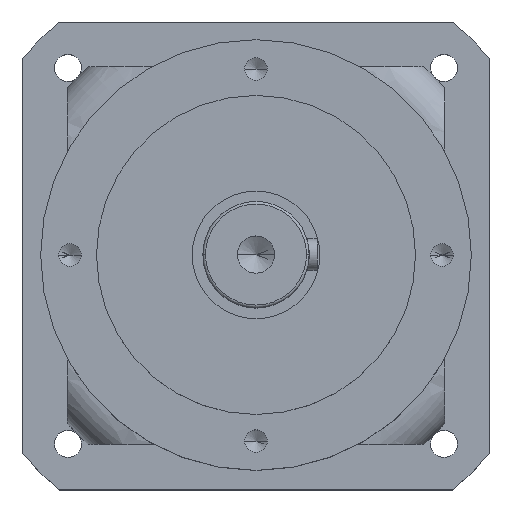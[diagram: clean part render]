
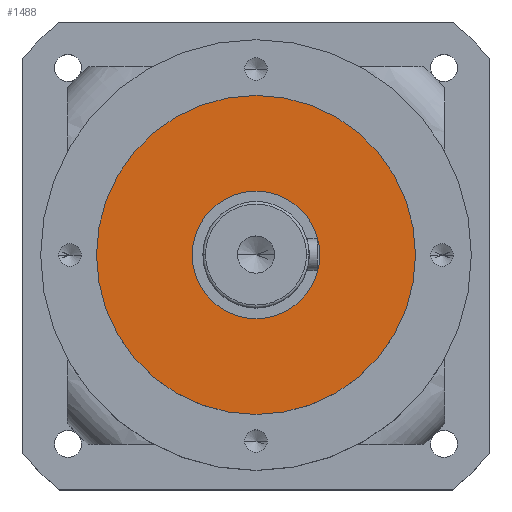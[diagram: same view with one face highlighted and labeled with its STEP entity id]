
A CAD part, top view. The second image highlights one B-rep face of the part: STEP entity #1488.
In plain terms, the highlighted planar face has unit normal (0, 0, 1).
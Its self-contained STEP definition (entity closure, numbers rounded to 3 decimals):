
#527 = VERTEX_POINT ( 'NONE', #3050 ) ;
#1365 = CARTESIAN_POINT ( 'NONE',  ( -60., 0., -82. ) ) ;
#1488 = ADVANCED_FACE ( 'NONE', ( #3549, #6292 ), #4203, .F. ) ;
#1883 = CARTESIAN_POINT ( 'NONE',  ( 0., 0., -82. ) ) ;
#1887 = DIRECTION ( 'NONE',  ( 0., 0., -1. ) ) ;
#2068 = CARTESIAN_POINT ( 'NONE',  ( 0., 0., -82. ) ) ;
#2933 = DIRECTION ( 'NONE',  ( 1., 0., 0. ) ) ;
#2974 = AXIS2_PLACEMENT_3D ( 'NONE', #2068, #9305, #3119 ) ;
#3014 = CARTESIAN_POINT ( 'NONE',  ( 60., 0., -82. ) ) ;
#3050 = CARTESIAN_POINT ( 'NONE',  ( 24., 0., -82. ) ) ;
#3119 = DIRECTION ( 'NONE',  ( 1., 0., 0. ) ) ;
#3202 = CIRCLE ( 'NONE', #2974, 60. ) ;
#3207 = ORIENTED_EDGE ( 'NONE', *, *, #10428, .T. ) ;
#3333 = DIRECTION ( 'NONE',  ( 0., 0., 1. ) ) ;
#3524 = ORIENTED_EDGE ( 'NONE', *, *, #10238, .F. ) ;
#3549 = FACE_BOUND ( 'NONE', #8482, .T. ) ;
#3849 = ORIENTED_EDGE ( 'NONE', *, *, #10869, .F. ) ;
#4203 = PLANE ( 'NONE',  #7701 ) ;
#4253 = CARTESIAN_POINT ( 'NONE',  ( 0., 60., -82. ) ) ;
#4804 = DIRECTION ( 'NONE',  ( -1., 0., 0. ) ) ;
#5094 = CARTESIAN_POINT ( 'NONE',  ( 0., 0., -82. ) ) ;
#6129 = DIRECTION ( 'NONE',  ( 1., 0., 0. ) ) ;
#6292 = FACE_OUTER_BOUND ( 'NONE', #7992, .T. ) ;
#6710 = AXIS2_PLACEMENT_3D ( 'NONE', #1883, #9118, #2933 ) ;
#7701 = AXIS2_PLACEMENT_3D ( 'NONE', #4253, #1887, #4804 ) ;
#7871 = CIRCLE ( 'NONE', #6710, 24. ) ;
#7992 = EDGE_LOOP ( 'NONE', ( #3207, #11125 ) ) ;
#8096 = VERTEX_POINT ( 'NONE', #13472 ) ;
#8482 = EDGE_LOOP ( 'NONE', ( #3849, #3524 ) ) ;
#8704 = CIRCLE ( 'NONE', #9567, 60. ) ;
#9118 = DIRECTION ( 'NONE',  ( 0., 0., 1. ) ) ;
#9305 = DIRECTION ( 'NONE',  ( 0., 0., 1. ) ) ;
#9523 = CARTESIAN_POINT ( 'NONE',  ( 0., 0., -82. ) ) ;
#9567 = AXIS2_PLACEMENT_3D ( 'NONE', #9523, #3333, #10575 ) ;
#9943 = VERTEX_POINT ( 'NONE', #1365 ) ;
#10238 = EDGE_CURVE ( 'NONE', #8096, #527, #11667, .T. ) ;
#10428 = EDGE_CURVE ( 'NONE', #13031, #9943, #8704, .T. ) ;
#10528 = AXIS2_PLACEMENT_3D ( 'NONE', #5094, #12364, #6129 ) ;
#10575 = DIRECTION ( 'NONE',  ( 1., 0., 0. ) ) ;
#10869 = EDGE_CURVE ( 'NONE', #527, #8096, #7871, .T. ) ;
#10942 = EDGE_CURVE ( 'NONE', #9943, #13031, #3202, .T. ) ;
#11125 = ORIENTED_EDGE ( 'NONE', *, *, #10942, .T. ) ;
#11667 = CIRCLE ( 'NONE', #10528, 24. ) ;
#12364 = DIRECTION ( 'NONE',  ( 0., 0., 1. ) ) ;
#13031 = VERTEX_POINT ( 'NONE', #3014 ) ;
#13472 = CARTESIAN_POINT ( 'NONE',  ( -24., 0., -82. ) ) ;
